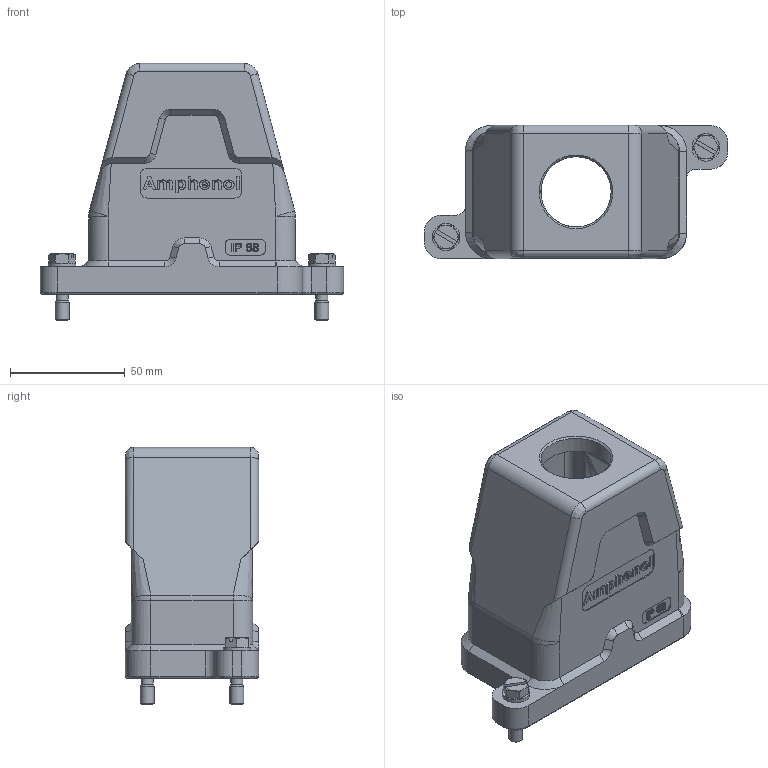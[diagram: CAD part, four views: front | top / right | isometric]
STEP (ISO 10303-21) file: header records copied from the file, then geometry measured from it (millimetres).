
FILE_DESCRIPTION(/* description */ (''),/* implementation_level */ '2;1');
FILE_NAME(/* name */ 'c146 68r006 600 8nxc001-02.stp',/* time_stamp */ '2020-11-06T12:21:01+01:00',/* author */ (''),/* organization */ (''),/* preprocessor_version */ 'ST-DEVELOPER v16.7',/* originating_system */ 'SIEMENS PLM Software NX 12.0',/* authorisation */ '');
FILE_SCHEMA (('AUTOMOTIVE_DESIGN { 1 0 10303 214 3 1 1 1 }'));
Length unit declared in the file: millimetre
Products named in the file (1): c146 68r006 600 8nxc001-02
Bounding box: 132 x 58 x 111.9 mm (x, y, z)
Volume: 169484.6 mm3; surface area: 60473.9 mm2
Topology: 1 solids, 1 shells, 767 faces, 2042 edges, 1322 vertices
Faces by surface type: plane 301, bspline 178, extrusion 128, cylinder 96, cone 27, torus 25, sphere 8, revolution 4
Full cylindrical faces by diameter (mm): 2.5 x4, 3.5 x4, 5.3 x2, 6 x2, 12 x2, 30.539 x1
Entity records: 31552 total; most frequent: CARTESIAN_POINT 9452, ORIENTED_EDGE 3974, DIRECTION 2916, EDGE_CURVE 1987, VERTEX_POINT 1311, VECTOR 1168, LINE 1040, AXIS2_PLACEMENT_3D 872
